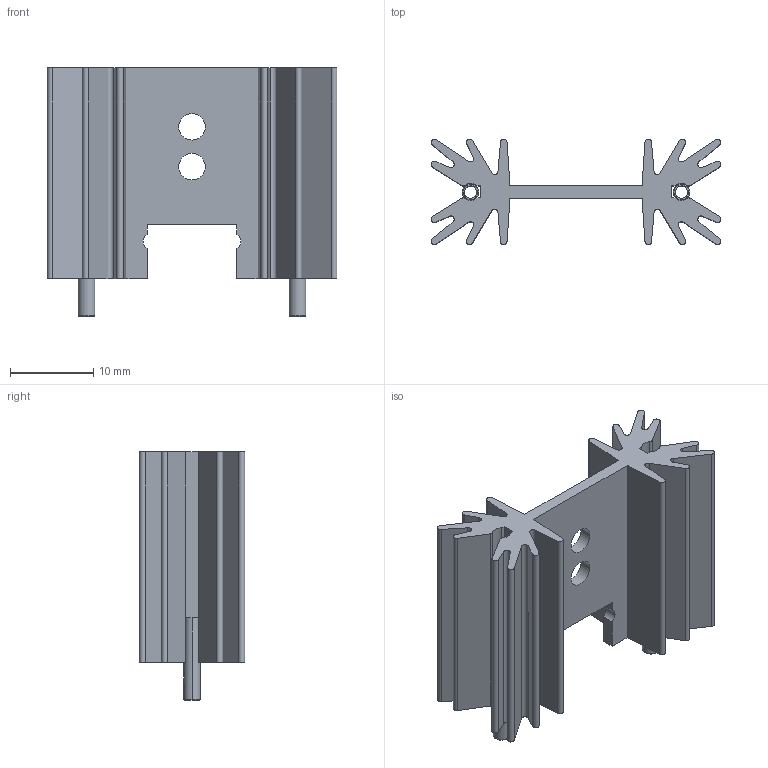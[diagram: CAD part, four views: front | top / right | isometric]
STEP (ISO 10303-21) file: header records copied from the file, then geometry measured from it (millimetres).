
FILE_DESCRIPTION(('STEP AP242'),'1');
FILE_NAME('sk_104_25_4_sts.stp','2021-01-19T06:06:09',('TraceParts'),('TraceParts S.A.'),'Spatial InterOp 3D',' ',' ');
FILE_SCHEMA(('AP242_MANAGED_MODEL_BASED_3D_ENGINEERING_MIM_LF {1 0 10303 442 1 1 4}'));
Length unit declared in the file: millimetre
Products named in the file (1): sk_104_25_4_sts_1
Bounding box: 34.9 x 12.7 x 29.9 mm (x, y, z)
Volume: 3733 mm3; surface area: 5299.3 mm2
Topology: 3 solids, 3 shells, 280 faces, 822 edges, 548 vertices
Faces by surface type: cylinder 160, plane 108, torus 12
Entity records: 11854 total; most frequent: CARTESIAN_POINT 4525, ORIENTED_EDGE 1644, DIRECTION 1424, EDGE_CURVE 822, VERTEX_POINT 548, AXIS2_PLACEMENT_3D 535, LINE 354, VECTOR 354
